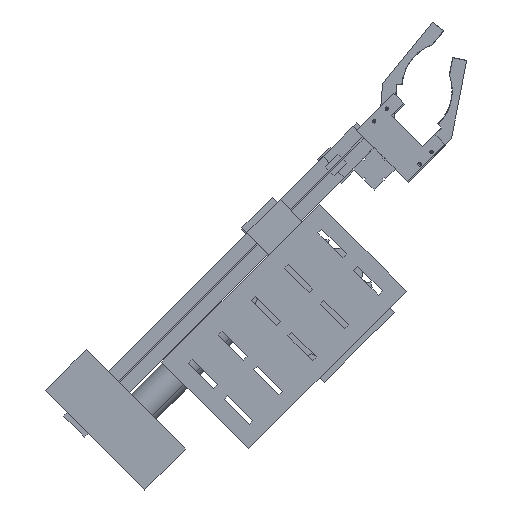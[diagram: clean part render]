
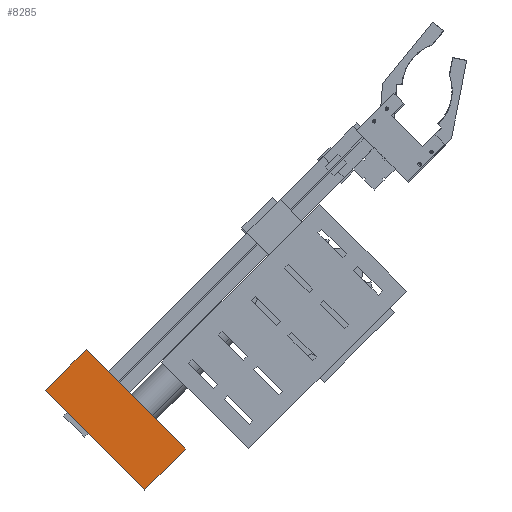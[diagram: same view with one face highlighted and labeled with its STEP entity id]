
A CAD part, front view. The second image highlights one B-rep face of the part: STEP entity #8285.
In plain terms, the highlighted planar face has unit normal (0, -1, 0).
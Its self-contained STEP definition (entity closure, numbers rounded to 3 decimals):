
#59 = LINE ( 'NONE', #11794, #6148 ) ;
#388 = DIRECTION ( 'NONE',  ( 0., 0., -1. ) ) ;
#455 = VERTEX_POINT ( 'NONE', #1055 ) ;
#830 = VECTOR ( 'NONE', #9140, 1000. ) ;
#1055 = CARTESIAN_POINT ( 'NONE',  ( -50.654, 0., 33. ) ) ;
#1138 = CARTESIAN_POINT ( 'NONE',  ( 29.346, 0., 33. ) ) ;
#1189 = CARTESIAN_POINT ( 'NONE',  ( -50.654, 0., 0. ) ) ;
#1358 = CARTESIAN_POINT ( 'NONE',  ( -50.654, 0., 33. ) ) ;
#1375 = ORIENTED_EDGE ( 'NONE', *, *, #4832, .T. ) ;
#1386 = DIRECTION ( 'NONE',  ( 0., 0., 1. ) ) ;
#1446 = DIRECTION ( 'NONE',  ( 0., 1., 0. ) ) ;
#1567 = PLANE ( 'NONE',  #6782 ) ;
#1841 = VECTOR ( 'NONE', #6940, 1000. ) ;
#1968 = ORIENTED_EDGE ( 'NONE', *, *, #3951, .F. ) ;
#2913 = VERTEX_POINT ( 'NONE', #1138 ) ;
#3243 = CARTESIAN_POINT ( 'NONE',  ( 29.346, 0., 0. ) ) ;
#3385 = CARTESIAN_POINT ( 'NONE',  ( 29.346, 0., 33. ) ) ;
#3951 = EDGE_CURVE ( 'NONE', #455, #2913, #59, .T. ) ;
#4032 = LINE ( 'NONE', #7287, #830 ) ;
#4372 = EDGE_CURVE ( 'NONE', #455, #10126, #8046, .T. ) ;
#4832 = EDGE_CURVE ( 'NONE', #10126, #7231, #4032, .T. ) ;
#5186 = CARTESIAN_POINT ( 'NONE',  ( -50.654, 0., 33. ) ) ;
#6148 = VECTOR ( 'NONE', #9769, 1000. ) ;
#6782 = AXIS2_PLACEMENT_3D ( 'NONE', #5186, #1446, #1386 ) ;
#6940 = DIRECTION ( 'NONE',  ( 0., 0., -1. ) ) ;
#7231 = VERTEX_POINT ( 'NONE', #3243 ) ;
#7287 = CARTESIAN_POINT ( 'NONE',  ( -50.654, 0., 0. ) ) ;
#7717 = FACE_OUTER_BOUND ( 'NONE', #11592, .T. ) ;
#8046 = LINE ( 'NONE', #1358, #1841 ) ;
#8285 = ADVANCED_FACE ( 'NONE', ( #7717 ), #1567, .F. ) ;
#8773 = VECTOR ( 'NONE', #388, 1000. ) ;
#8811 = ORIENTED_EDGE ( 'NONE', *, *, #4372, .T. ) ;
#8926 = EDGE_CURVE ( 'NONE', #2913, #7231, #11811, .T. ) ;
#9140 = DIRECTION ( 'NONE',  ( 1., 0., 0. ) ) ;
#9769 = DIRECTION ( 'NONE',  ( 1., 0., 0. ) ) ;
#10126 = VERTEX_POINT ( 'NONE', #1189 ) ;
#10733 = ORIENTED_EDGE ( 'NONE', *, *, #8926, .F. ) ;
#11592 = EDGE_LOOP ( 'NONE', ( #1375, #10733, #1968, #8811 ) ) ;
#11794 = CARTESIAN_POINT ( 'NONE',  ( -50.654, 0., 33. ) ) ;
#11811 = LINE ( 'NONE', #3385, #8773 ) ;
